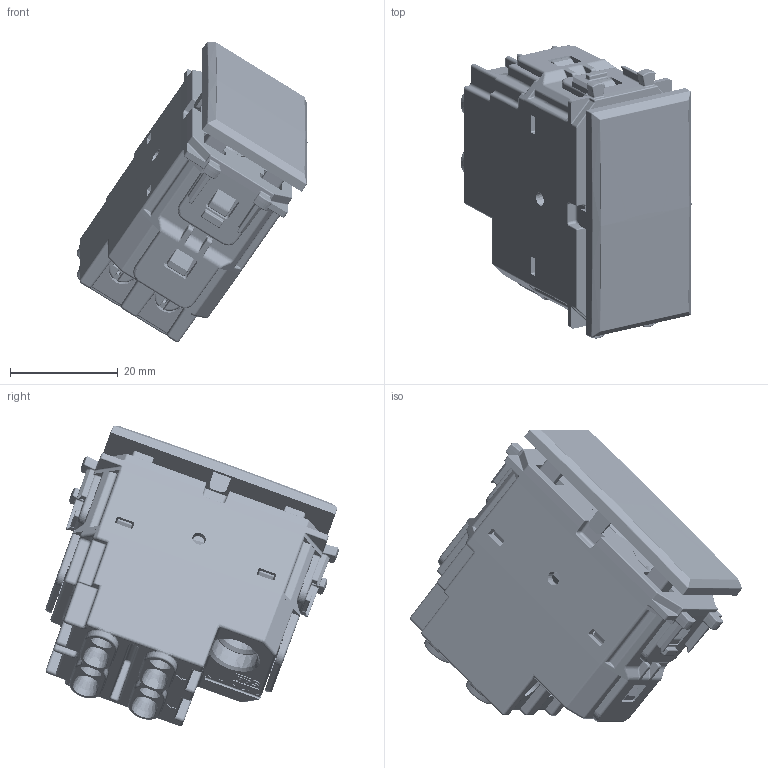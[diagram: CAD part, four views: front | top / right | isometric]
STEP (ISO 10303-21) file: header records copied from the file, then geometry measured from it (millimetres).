
FILE_DESCRIPTION(('CATIA V5 STEP Exchange'),'2;1');
FILE_NAME('445004AS.stp','2024-01-24T11:17:37+00:00',('none'),('none'),'CATIA Version 5-6 Release 2016 SP6','CATIA V5 STEP AP203','none');
FILE_SCHEMA(('CONFIG_CONTROL_DESIGN'));
Length unit declared in the file: millimetre
Products named in the file (1): 445004AS
Assembly tree (20 placements, depth 2):
  445004AS
    #57
    #2297
    #50171
    #91815
    #129121
    #206719
    #233166
    #280396  x4
    #282309  x4
    #283227  x2
    #284703  x2
    #286403
Bounding box: 42.85 x 54.4 x 55.76 mm (x, y, z)
Volume: 19378.4 mm3; surface area: 32323.2 mm2
Topology: 23 solids, 23 shells, 7359 faces, 18502 edges, 10595 vertices
Faces by surface type: cylinder 2796, plane 2285, bspline 1376, sphere 465, cone 247, torus 186, revolution 2, extrusion 2
Entity records: 299611 total; most frequent: CARTESIAN_POINT 159076, ORIENTED_EDGE 33894, DIRECTION 19972, EDGE_CURVE 16947, VERTEX_POINT 9968, AXIS2_PLACEMENT_3D 7796, VECTOR 7135, LINE 7133
